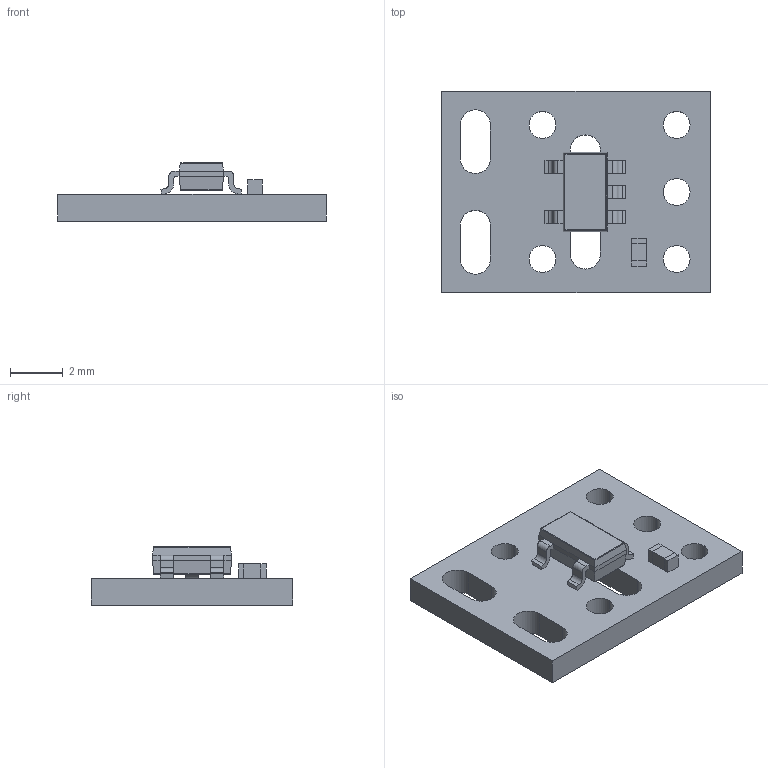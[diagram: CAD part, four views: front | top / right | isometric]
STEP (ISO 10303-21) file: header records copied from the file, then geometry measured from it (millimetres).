
FILE_DESCRIPTION (( 'STEP AP214' ), '1' );
FILE_NAME ('cs08c.step', '2025-04-11T18:16:54', ( '' ), ( '' ), 'SwSTEP 2.0', 'SolidWorks 2025', '' );
FILE_SCHEMA (( 'AUTOMOTIVE_DESIGN' ));
Length unit declared in the file: millimetre
Products named in the file (1): cs08c
Bounding box: 10.16 x 7.62 x 2.21 mm (x, y, z)
Volume: 69.8 mm3; surface area: 230.7 mm2
Topology: 1 solids, 1 shells, 511 faces, 1373 edges, 902 vertices
Faces by surface type: plane 273, bspline 194, cylinder 44
Entity records: 28825 total; most frequent: CARTESIAN_POINT 11655, ORIENTED_EDGE 2746, DIRECTION 1679, EDGE_CURVE 1373, VERTEX_POINT 902, LINE 899, VECTOR 899, EDGE_LOOP 573
